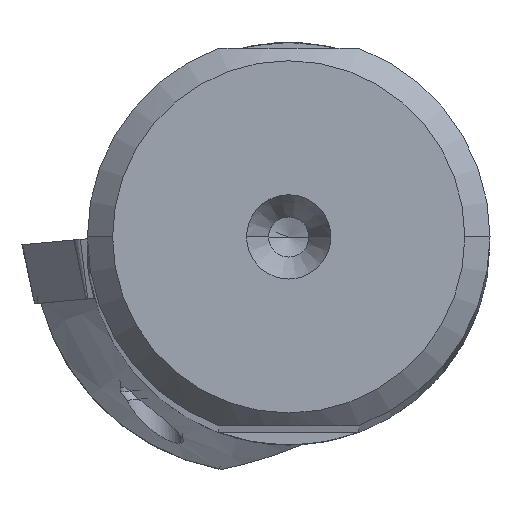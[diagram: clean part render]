
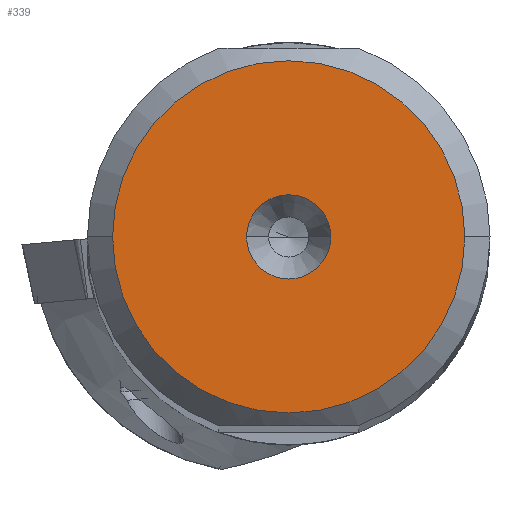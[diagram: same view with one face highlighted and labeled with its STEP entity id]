
A CAD part, top view. The second image highlights one B-rep face of the part: STEP entity #339.
In plain terms, the highlighted planar face has unit normal (0, 0, 1).
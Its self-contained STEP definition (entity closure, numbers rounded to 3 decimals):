
#339=ADVANCED_FACE('',(#435,#436),#414,.T.);
#414=PLANE('',#2236);
#435=FACE_BOUND('',#493,.T.);
#436=FACE_BOUND('',#494,.T.);
#493=EDGE_LOOP('',(#858,#859,#860,#861));
#494=EDGE_LOOP('',(#862,#863));
#858=ORIENTED_EDGE('',*,*,#1491,.F.);
#859=ORIENTED_EDGE('',*,*,#1498,.F.);
#860=ORIENTED_EDGE('',*,*,#1497,.F.);
#861=ORIENTED_EDGE('',*,*,#1492,.F.);
#862=ORIENTED_EDGE('',*,*,#1507,.F.);
#863=ORIENTED_EDGE('',*,*,#1508,.F.);
#1250=VERTEX_POINT('',#3785);
#1251=VERTEX_POINT('',#3787);
#1252=VERTEX_POINT('',#3789);
#1254=VERTEX_POINT('',#3805);
#1260=VERTEX_POINT('',#3831);
#1261=VERTEX_POINT('',#3832);
#1491=EDGE_CURVE('',#1250,#1251,#1687,.T.);
#1492=EDGE_CURVE('',#1251,#1252,#1688,.T.);
#1497=EDGE_CURVE('',#1252,#1254,#1689,.T.);
#1498=EDGE_CURVE('',#1254,#1250,#1690,.T.);
#1507=EDGE_CURVE('',#1260,#1261,#1694,.T.);
#1508=EDGE_CURVE('',#1261,#1260,#1695,.T.);
#1687=CIRCLE('',#2220,7.);
#1688=CIRCLE('',#2221,7.);
#1689=CIRCLE('',#2225,7.);
#1690=CIRCLE('',#2226,7.);
#1694=CIRCLE('',#2234,1.675);
#1695=CIRCLE('',#2235,1.675);
#2220=AXIS2_PLACEMENT_3D('',#3786,#2653,#2654);
#2221=AXIS2_PLACEMENT_3D('',#3788,#2655,#2656);
#2225=AXIS2_PLACEMENT_3D('',#3804,#2665,#2666);
#2226=AXIS2_PLACEMENT_3D('',#3806,#2667,#2668);
#2234=AXIS2_PLACEMENT_3D('',#3830,#2686,#2687);
#2235=AXIS2_PLACEMENT_3D('',#3833,#2688,#2689);
#2236=AXIS2_PLACEMENT_3D('',#3834,#2690,#2691);
#2653=DIRECTION('',(0.,0.,-1.));
#2654=DIRECTION('',(1.,0.,0.));
#2655=DIRECTION('',(0.,0.,-1.));
#2656=DIRECTION('',(0.,-1.,0.));
#2665=DIRECTION('',(0.,0.,-1.));
#2666=DIRECTION('',(-1.,0.,0.));
#2667=DIRECTION('',(0.,0.,-1.));
#2668=DIRECTION('',(0.,1.,0.));
#2686=DIRECTION('',(0.,0.,1.));
#2687=DIRECTION('',(-1.,0.,0.));
#2688=DIRECTION('',(0.,0.,1.));
#2689=DIRECTION('',(1.,0.,0.));
#2690=DIRECTION('',(0.,0.,1.));
#2691=DIRECTION('',(-1.,0.,0.));
#3785=CARTESIAN_POINT('',(7.,0.,0.));
#3786=CARTESIAN_POINT('',(0.,0.,0.));
#3787=CARTESIAN_POINT('',(0.,-7.,0.));
#3788=CARTESIAN_POINT('',(0.,0.,0.));
#3789=CARTESIAN_POINT('',(-7.,0.,0.));
#3804=CARTESIAN_POINT('',(0.,0.,0.));
#3805=CARTESIAN_POINT('',(0.,7.,0.));
#3806=CARTESIAN_POINT('',(0.,0.,0.));
#3830=CARTESIAN_POINT('',(0.,0.,0.));
#3831=CARTESIAN_POINT('',(-1.675,0.,0.));
#3832=CARTESIAN_POINT('',(1.675,0.,0.));
#3833=CARTESIAN_POINT('',(0.,0.,0.));
#3834=CARTESIAN_POINT('',(0.,0.,0.));
